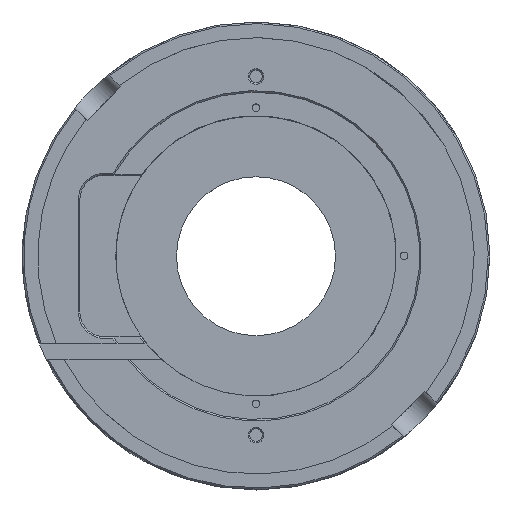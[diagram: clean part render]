
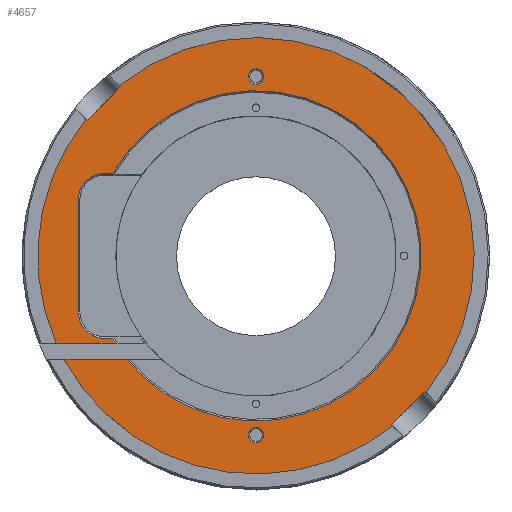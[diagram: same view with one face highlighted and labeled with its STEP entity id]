
A CAD part, top view. The second image highlights one B-rep face of the part: STEP entity #4657.
In plain terms, the highlighted planar face has unit normal (0, 0, 1).
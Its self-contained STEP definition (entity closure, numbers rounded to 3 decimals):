
#59=PLANE('',#4912);
#160=LINE('',#6327,#289);
#164=LINE('',#6333,#293);
#167=LINE('',#6343,#296);
#180=LINE('',#6689,#309);
#181=LINE('',#6691,#310);
#182=LINE('',#6693,#311);
#183=LINE('',#6697,#312);
#184=LINE('',#6701,#313);
#185=LINE('',#6705,#314);
#186=LINE('',#6709,#315);
#187=LINE('',#6713,#316);
#289=VECTOR('',#5325,1000.);
#293=VECTOR('',#5331,1000.);
#296=VECTOR('',#5336,1000.);
#309=VECTOR('',#5393,1000.);
#310=VECTOR('',#5394,1000.);
#311=VECTOR('',#5395,1000.);
#312=VECTOR('',#5398,1000.);
#313=VECTOR('',#5401,1000.);
#314=VECTOR('',#5404,1000.);
#315=VECTOR('',#5407,1000.);
#316=VECTOR('',#5410,1000.);
#412=CIRCLE('',#4872,70.);
#424=CIRCLE('',#4898,70.);
#435=CIRCLE('',#4913,70.);
#436=CIRCLE('',#4914,53.);
#437=CIRCLE('',#4915,8.5);
#438=CIRCLE('',#4916,8.5);
#439=CIRCLE('',#4917,53.);
#440=CIRCLE('',#4918,2.5);
#441=CIRCLE('',#4919,2.5);
#707=ORIENTED_EDGE('',*,*,#1439,.F.);
#708=ORIENTED_EDGE('',*,*,#1481,.T.);
#709=ORIENTED_EDGE('',*,*,#1482,.F.);
#710=ORIENTED_EDGE('',*,*,#1483,.T.);
#711=ORIENTED_EDGE('',*,*,#1484,.F.);
#712=ORIENTED_EDGE('',*,*,#1485,.F.);
#713=ORIENTED_EDGE('',*,*,#1486,.T.);
#714=ORIENTED_EDGE('',*,*,#1487,.T.);
#715=ORIENTED_EDGE('',*,*,#1488,.T.);
#716=ORIENTED_EDGE('',*,*,#1489,.T.);
#717=ORIENTED_EDGE('',*,*,#1490,.T.);
#718=ORIENTED_EDGE('',*,*,#1491,.T.);
#719=ORIENTED_EDGE('',*,*,#1492,.T.);
#720=ORIENTED_EDGE('',*,*,#1493,.F.);
#721=ORIENTED_EDGE('',*,*,#1406,.F.);
#722=ORIENTED_EDGE('',*,*,#1431,.T.);
#723=ORIENTED_EDGE('',*,*,#1427,.F.);
#724=ORIENTED_EDGE('',*,*,#1435,.T.);
#725=ORIENTED_EDGE('',*,*,#1494,.T.);
#726=ORIENTED_EDGE('',*,*,#1495,.T.);
#1406=EDGE_CURVE('',#1807,#1808,#412,.T.);
#1427=EDGE_CURVE('',#1827,#1828,#160,.T.);
#1431=EDGE_CURVE('',#1807,#1828,#164,.T.);
#1435=EDGE_CURVE('',#1827,#1830,#167,.T.);
#1439=EDGE_CURVE('',#1833,#1830,#424,.T.);
#1481=EDGE_CURVE('',#1833,#1872,#180,.T.);
#1482=EDGE_CURVE('',#1873,#1872,#181,.T.);
#1483=EDGE_CURVE('',#1873,#1874,#182,.T.);
#1484=EDGE_CURVE('',#1875,#1874,#435,.T.);
#1485=EDGE_CURVE('',#1876,#1875,#183,.T.);
#1486=EDGE_CURVE('',#1876,#1877,#436,.T.);
#1487=EDGE_CURVE('',#1877,#1878,#184,.T.);
#1488=EDGE_CURVE('',#1878,#1879,#437,.T.);
#1489=EDGE_CURVE('',#1879,#1880,#185,.T.);
#1490=EDGE_CURVE('',#1880,#1881,#438,.T.);
#1491=EDGE_CURVE('',#1881,#1882,#186,.T.);
#1492=EDGE_CURVE('',#1882,#1883,#439,.T.);
#1493=EDGE_CURVE('',#1808,#1883,#187,.T.);
#1494=EDGE_CURVE('',#1884,#1884,#440,.T.);
#1495=EDGE_CURVE('',#1885,#1885,#441,.T.);
#1807=VERTEX_POINT('',#6243);
#1808=VERTEX_POINT('',#6245);
#1827=VERTEX_POINT('',#6326);
#1828=VERTEX_POINT('',#6328);
#1830=VERTEX_POINT('',#6342);
#1833=VERTEX_POINT('',#6354);
#1872=VERTEX_POINT('',#6690);
#1873=VERTEX_POINT('',#6692);
#1874=VERTEX_POINT('',#6694);
#1875=VERTEX_POINT('',#6696);
#1876=VERTEX_POINT('',#6698);
#1877=VERTEX_POINT('',#6700);
#1878=VERTEX_POINT('',#6702);
#1879=VERTEX_POINT('',#6704);
#1880=VERTEX_POINT('',#6706);
#1881=VERTEX_POINT('',#6708);
#1882=VERTEX_POINT('',#6710);
#1883=VERTEX_POINT('',#6712);
#1884=VERTEX_POINT('',#6715);
#1885=VERTEX_POINT('',#6717);
#2234=EDGE_LOOP('',(#707,#708,#709,#710,#711,#712,#713,#714,#715,#716,#717,
#718,#719,#720,#721,#722,#723,#724));
#2235=EDGE_LOOP('',(#725));
#2236=EDGE_LOOP('',(#726));
#2619=FACE_BOUND('',#2234,.T.);
#2620=FACE_BOUND('',#2235,.T.);
#2621=FACE_BOUND('',#2236,.T.);
#4657=ADVANCED_FACE('',(#2619,#2620,#2621),#59,.F.);
#4872=AXIS2_PLACEMENT_3D('',#6244,#5285,#5286);
#4898=AXIS2_PLACEMENT_3D('',#6355,#5352,#5353);
#4912=AXIS2_PLACEMENT_3D('',#6688,#5391,#5392);
#4913=AXIS2_PLACEMENT_3D('',#6695,#5396,#5397);
#4914=AXIS2_PLACEMENT_3D('',#6699,#5399,#5400);
#4915=AXIS2_PLACEMENT_3D('',#6703,#5402,#5403);
#4916=AXIS2_PLACEMENT_3D('',#6707,#5405,#5406);
#4917=AXIS2_PLACEMENT_3D('',#6711,#5408,#5409);
#4918=AXIS2_PLACEMENT_3D('',#6714,#5411,#5412);
#4919=AXIS2_PLACEMENT_3D('',#6716,#5413,#5414);
#5285=DIRECTION('',(0.,0.,-1.));
#5286=DIRECTION('',(1.,0.,0.));
#5325=DIRECTION('',(-0.707,-0.707,0.));
#5331=DIRECTION('',(-0.707,0.707,0.));
#5336=DIRECTION('',(0.707,-0.707,0.));
#5352=DIRECTION('',(0.,0.,-1.));
#5353=DIRECTION('',(1.,0.,0.));
#5391=DIRECTION('',(0.,0.,-1.));
#5392=DIRECTION('',(-1.,0.,0.));
#5393=DIRECTION('',(0.707,-0.707,0.));
#5394=DIRECTION('',(0.707,0.707,0.));
#5395=DIRECTION('',(-0.707,0.707,0.));
#5396=DIRECTION('',(0.,0.,-1.));
#5397=DIRECTION('',(1.,0.,0.));
#5398=DIRECTION('',(-1.,0.,0.));
#5399=DIRECTION('',(0.,0.,-1.));
#5400=DIRECTION('',(-1.,0.,0.));
#5401=DIRECTION('',(-1.,0.,0.));
#5402=DIRECTION('',(0.,0.,-1.));
#5403=DIRECTION('',(-1.,0.,0.));
#5404=DIRECTION('',(0.,1.,0.));
#5405=DIRECTION('',(0.,0.,-1.));
#5406=DIRECTION('',(-1.,0.,0.));
#5407=DIRECTION('',(1.,0.,0.));
#5408=DIRECTION('',(0.,0.,-1.));
#5409=DIRECTION('',(-1.,0.,0.));
#5410=DIRECTION('',(1.,0.,0.));
#5411=DIRECTION('',(0.,0.,-1.));
#5412=DIRECTION('',(-1.,0.,0.));
#5413=DIRECTION('',(0.,0.,-1.));
#5414=DIRECTION('',(-1.,0.,0.));
#6243=CARTESIAN_POINT('',(43.811,-54.595,70.8));
#6244=CARTESIAN_POINT('',(0.,0.,70.8));
#6245=CARTESIAN_POINT('',(-61.599,-33.25,70.8));
#6326=CARTESIAN_POINT('',(54.182,-43.399,70.8));
#6327=CARTESIAN_POINT('',(48.79,-48.79,70.8));
#6328=CARTESIAN_POINT('',(43.399,-54.182,70.8));
#6333=CARTESIAN_POINT('',(-5.392,-5.392,70.8));
#6342=CARTESIAN_POINT('',(54.595,-43.811,70.8));
#6343=CARTESIAN_POINT('',(5.392,5.392,70.8));
#6354=CARTESIAN_POINT('',(-43.811,54.595,70.8));
#6355=CARTESIAN_POINT('',(0.,0.,70.8));
#6688=CARTESIAN_POINT('',(0.,0.,70.8));
#6689=CARTESIAN_POINT('',(5.392,5.392,70.8));
#6690=CARTESIAN_POINT('',(-43.399,54.182,70.8));
#6691=CARTESIAN_POINT('',(-48.79,48.79,70.8));
#6692=CARTESIAN_POINT('',(-54.182,43.399,70.8));
#6693=CARTESIAN_POINT('',(-5.392,-5.392,70.8));
#6694=CARTESIAN_POINT('',(-54.595,43.811,70.8));
#6695=CARTESIAN_POINT('',(0.,0.,70.8));
#6696=CARTESIAN_POINT('',(-64.046,-28.25,70.8));
#6697=CARTESIAN_POINT('',(0.,-28.25,70.8));
#6698=CARTESIAN_POINT('',(-44.843,-28.25,70.8));
#6699=CARTESIAN_POINT('',(0.,0.,70.8));
#6700=CARTESIAN_POINT('',(-45.899,-26.5,70.8));
#6701=CARTESIAN_POINT('',(0.,-26.5,70.8));
#6702=CARTESIAN_POINT('',(-48.5,-26.5,70.8));
#6703=CARTESIAN_POINT('',(-48.5,-18.,70.8));
#6704=CARTESIAN_POINT('',(-57.,-18.,70.8));
#6705=CARTESIAN_POINT('',(-57.,0.,70.8));
#6706=CARTESIAN_POINT('',(-57.,18.,70.8));
#6707=CARTESIAN_POINT('',(-48.5,18.,70.8));
#6708=CARTESIAN_POINT('',(-48.5,26.5,70.8));
#6709=CARTESIAN_POINT('',(0.,26.5,70.8));
#6710=CARTESIAN_POINT('',(-45.899,26.5,70.8));
#6711=CARTESIAN_POINT('',(0.,0.,70.8));
#6712=CARTESIAN_POINT('',(-41.273,-33.25,70.8));
#6713=CARTESIAN_POINT('',(0.,-33.25,70.8));
#6714=CARTESIAN_POINT('',(0.,57.5,70.8));
#6715=CARTESIAN_POINT('',(-2.5,57.5,70.8));
#6716=CARTESIAN_POINT('',(0.,-57.5,70.8));
#6717=CARTESIAN_POINT('',(-2.5,-57.5,70.8));
